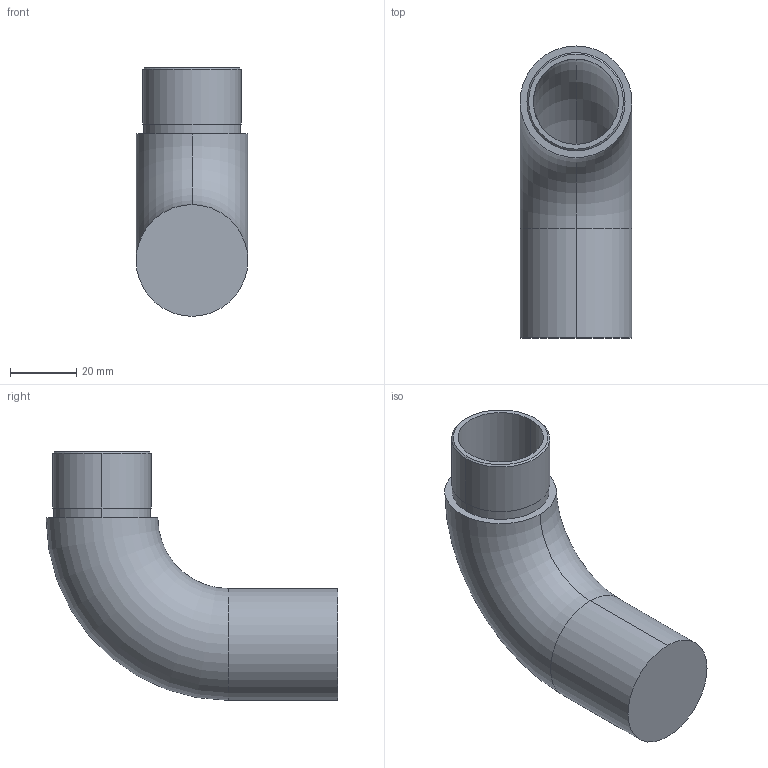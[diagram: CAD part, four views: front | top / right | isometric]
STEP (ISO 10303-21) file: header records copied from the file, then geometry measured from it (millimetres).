
FILE_DESCRIPTION (( 'STEP AP203' ), '1' );
FILE_NAME ('56201-320-L-88.STEP', '2018-12-19T12:27:58', ( '' ), ( '' ), 'SwSTEP 2.0', 'SolidWorks 2015', '' );
FILE_SCHEMA (( 'CONFIG_CONTROL_DESIGN' ));
Length unit declared in the file: millimetre
Products named in the file (1): 56201-320-L-88
Bounding box: 33.7 x 88 x 75 mm (x, y, z)
Volume: 39039.5 mm3; surface area: 22455.5 mm2
Topology: 1 solids, 1 shells, 307 faces, 806 edges, 528 vertices
Faces by surface type: bspline 143, plane 107, cylinder 51, torus 4, cone 2
Entity records: 15361 total; most frequent: CARTESIAN_POINT 8681, ORIENTED_EDGE 1612, DIRECTION 936, EDGE_CURVE 806, VERTEX_POINT 528, LINE 366, VECTOR 366, EDGE_LOOP 334
